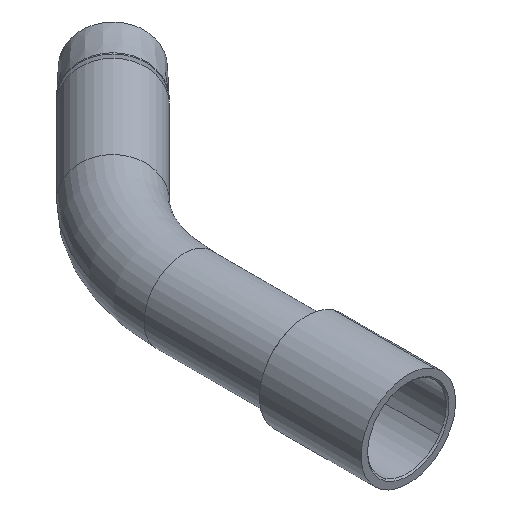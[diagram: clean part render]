
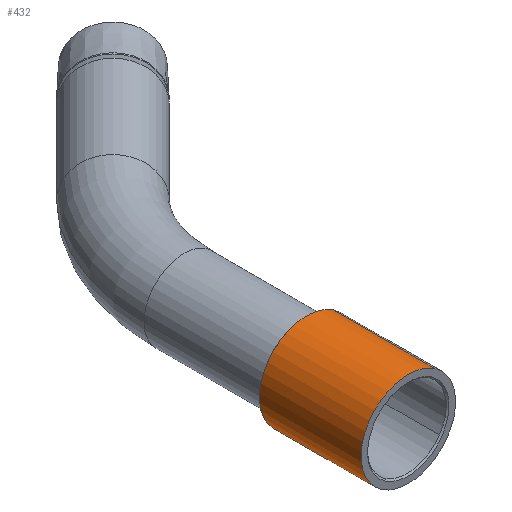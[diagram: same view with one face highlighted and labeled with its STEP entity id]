
A CAD part, isometric view. The second image highlights one B-rep face of the part: STEP entity #432.
In plain terms, the highlighted cylindrical face has radius 20 mm (diameter 40 mm), a partial arc.
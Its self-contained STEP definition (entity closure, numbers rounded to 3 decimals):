
#194 = EDGE_CURVE ( 'NONE', #358, #407, #1473, .T. ) ;
#267 = ORIENTED_EDGE ( 'NONE', *, *, #359, .F. ) ;
#287 = ORIENTED_EDGE ( 'NONE', *, *, #194, .T. ) ;
#307 = ORIENTED_EDGE ( 'NONE', *, *, #423, .T. ) ;
#330 = VERTEX_POINT ( 'NONE', #513 ) ;
#350 = ORIENTED_EDGE ( 'NONE', *, *, #419, .F. ) ;
#356 = VERTEX_POINT ( 'NONE', #592 ) ;
#358 = VERTEX_POINT ( 'NONE', #591 ) ;
#359 = EDGE_CURVE ( 'NONE', #330, #356, #590, .T. ) ;
#407 = VERTEX_POINT ( 'NONE', #654 ) ;
#419 = EDGE_CURVE ( 'NONE', #356, #407, #690, .T. ) ;
#423 = EDGE_CURVE ( 'NONE', #330, #358, #678, .T. ) ;
#432 = ADVANCED_FACE ( 'NONE', ( #663 ), #723, .T. ) ;
#434 = EDGE_LOOP ( 'NONE', ( #267, #307, #287, #350 ) ) ;
#513 = CARTESIAN_POINT ( 'NONE',  ( -20., 0., -43. ) ) ;
#587 = DIRECTION ( 'NONE',  ( 0., 0., 1. ) ) ;
#588 = VECTOR ( 'NONE', #587, 1000. ) ;
#589 = CARTESIAN_POINT ( 'NONE',  ( -20., 0., 0. ) ) ;
#590 = LINE ( 'NONE', #589, #588 ) ;
#591 = CARTESIAN_POINT ( 'NONE',  ( 20., 0., -43. ) ) ;
#592 = CARTESIAN_POINT ( 'NONE',  ( -20., 0., 0. ) ) ;
#654 = CARTESIAN_POINT ( 'NONE',  ( 20., 0., 0. ) ) ;
#663 = FACE_OUTER_BOUND ( 'NONE', #434, .T. ) ;
#674 = DIRECTION ( 'NONE',  ( 1., 0., 0. ) ) ;
#675 = DIRECTION ( 'NONE',  ( 0., 0., 1. ) ) ;
#676 = CARTESIAN_POINT ( 'NONE',  ( 0., 0., -43. ) ) ;
#677 = AXIS2_PLACEMENT_3D ( 'NONE', #676, #675, #674 ) ;
#678 = CIRCLE ( 'NONE', #677, 20. ) ;
#684 = DIRECTION ( 'NONE',  ( 1., 0., 0. ) ) ;
#685 = DIRECTION ( 'NONE',  ( 0., 0., 1. ) ) ;
#686 = CARTESIAN_POINT ( 'NONE',  ( 0., 0., 0. ) ) ;
#687 = AXIS2_PLACEMENT_3D ( 'NONE', #686, #685, #684 ) ;
#690 = CIRCLE ( 'NONE', #687, 20. ) ;
#719 = DIRECTION ( 'NONE',  ( 1., 0., 0. ) ) ;
#720 = DIRECTION ( 'NONE',  ( 0., 0., 1. ) ) ;
#721 = CARTESIAN_POINT ( 'NONE',  ( 0., 0., 0. ) ) ;
#722 = AXIS2_PLACEMENT_3D ( 'NONE', #721, #720, #719 ) ;
#723 = CYLINDRICAL_SURFACE ( 'NONE', #722, 20. ) ;
#1472 = CARTESIAN_POINT ( 'NONE',  ( 20., 0., 0. ) ) ;
#1473 = LINE ( 'NONE', #1472, #1487 ) ;
#1486 = DIRECTION ( 'NONE',  ( 0., 0., 1. ) ) ;
#1487 = VECTOR ( 'NONE', #1486, 1000. ) ;
